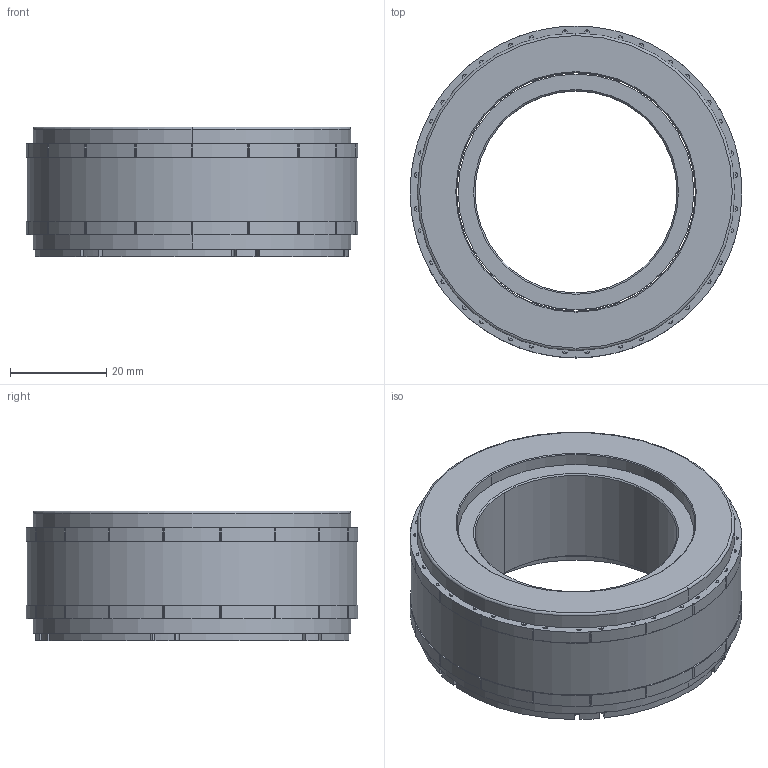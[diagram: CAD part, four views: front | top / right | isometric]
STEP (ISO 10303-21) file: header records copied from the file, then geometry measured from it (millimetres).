
FILE_DESCRIPTION((''),'2;1');
FILE_NAME('3_1_02_070_0052_SW0002','2024-08-13T18:11:35',('zhanglf'),(''),'CREO PARAMETRIC BY PTC INC, 2017110','CREO PARAMETRIC BY PTC INC, 2017110','');
FILE_SCHEMA(('CONFIG_CONTROL_DESIGN'));
Length unit declared in the file: millimetre
Products named in the file (1): 3_1_02_070_0052_SW0002
Bounding box: 68.89 x 69 x 27.02 mm (x, y, z)
Volume: 55981 mm3; surface area: 20678.3 mm2
Topology: 2 solids, 2 shells, 562 faces, 1356 edges, 880 vertices
Faces by surface type: cylinder 328, plane 226, cone 6, torus 2
Entity records: 17112 total; most frequent: CARTESIAN_POINT 3454, DIRECTION 3040, ORIENTED_EDGE 2712, EDGE_CURVE 1356, AXIS2_PLACEMENT_3D 1194, VERTEX_POINT 880, VECTOR 652, LINE 652
